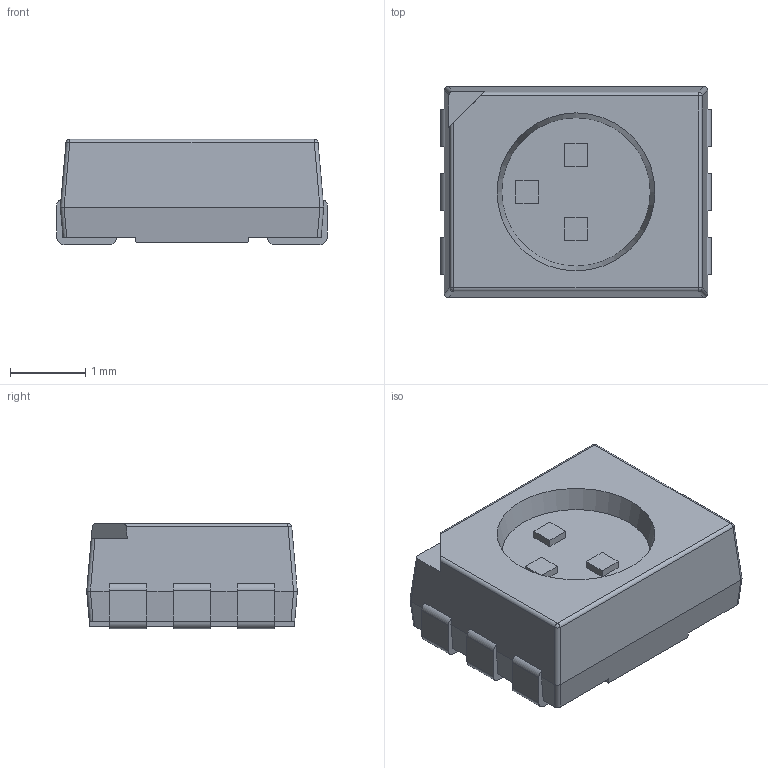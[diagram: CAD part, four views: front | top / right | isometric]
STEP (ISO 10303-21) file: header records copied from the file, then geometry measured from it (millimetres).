
FILE_DESCRIPTION(/* description */ (''),/* implementation_level */ '2;1');
FILE_NAME(/* name */ 'Bright Opto - BL-HBGGAJA32.step',/* time_stamp */ '2024-09-03T22:16:51+01:00',/* author */ (''),/* organization */ (''),/* preprocessor_version */ 'ST-DEVELOPER v20',/* originating_system */ 'Autodesk Translation Framework v13.14.0.145',/* authorisation */ '');
FILE_SCHEMA (('AUTOMOTIVE_DESIGN { 1 0 10303 214 3 1 1 }'));
Length unit declared in the file: millimetre
Products named in the file (1): Bright Opto - BL-HBGGAJA32
Bounding box: 3.6 x 2.8 x 1.4 mm (x, y, z)
Volume: 11.9 mm3; surface area: 38.4 mm2
Topology: 1 solids, 1 shells, 96 faces, 253 edges, 163 vertices
Faces by surface type: plane 62, cylinder 30, sphere 3, cone 1
Entity records: 3072 total; most frequent: CARTESIAN_POINT 513, ORIENTED_EDGE 506, DIRECTION 505, EDGE_CURVE 253, LINE 195, VECTOR 195, VERTEX_POINT 163, AXIS2_PLACEMENT_3D 155
